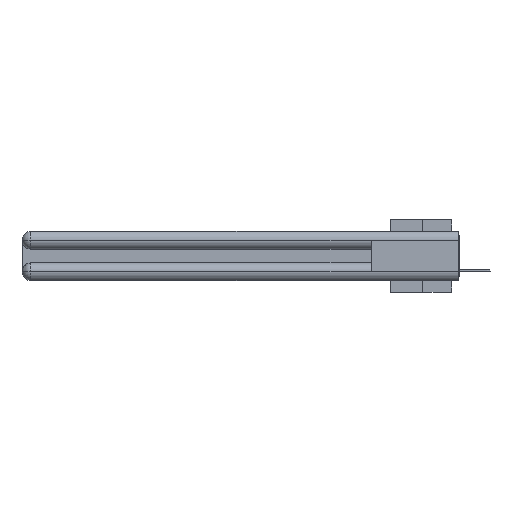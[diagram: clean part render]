
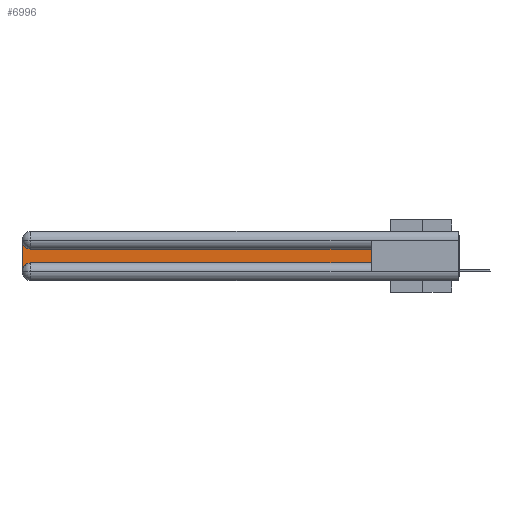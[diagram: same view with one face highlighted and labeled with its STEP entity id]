
A CAD part, left-side view. The second image highlights one B-rep face of the part: STEP entity #6996.
In plain terms, the highlighted planar face has unit normal (-1, 0, 0).
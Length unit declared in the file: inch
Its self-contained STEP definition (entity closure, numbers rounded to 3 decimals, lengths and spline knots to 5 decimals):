
#542 = DIRECTION ( 'NONE',  ( 0., 0., -1. ) ) ;
#2036 = ORIENTED_EDGE ( 'NONE', *, *, #4843, .T. ) ;
#2176 = DIRECTION ( 'NONE',  ( 0., 1., 0. ) ) ;
#2234 = DIRECTION ( 'NONE',  ( 1., 0., 0. ) ) ;
#3959 = LINE ( 'NONE', #23251, #28419 ) ;
#4141 = DIRECTION ( 'NONE',  ( 0., 0., -1. ) ) ;
#4650 = CARTESIAN_POINT ( 'NONE',  ( 0.075, 0.6, -0.1225 ) ) ;
#4709 = CARTESIAN_POINT ( 'NONE',  ( 0.075, 2.94, -0.2775 ) ) ;
#4843 = EDGE_CURVE ( 'NONE', #10176, #10752, #6482, .T. ) ;
#5571 = VERTEX_POINT ( 'NONE', #31342 ) ;
#6482 = CIRCLE ( 'NONE', #11017, 0.06 ) ;
#6996 = ADVANCED_FACE ( 'NONE', ( #34187 ), #9949, .F. ) ;
#7298 = CARTESIAN_POINT ( 'NONE',  ( 0.075, 3., -0.1225 ) ) ;
#9002 = VECTOR ( 'NONE', #26071, 39.37008 ) ;
#9949 = PLANE ( 'NONE',  #27896 ) ;
#10169 = VERTEX_POINT ( 'NONE', #29679 ) ;
#10176 = VERTEX_POINT ( 'NONE', #23516 ) ;
#10336 = CARTESIAN_POINT ( 'NONE',  ( 0.075, 0.6, -0.2175 ) ) ;
#10394 = DIRECTION ( 'NONE',  ( 1., 0., 0. ) ) ;
#10522 = ORIENTED_EDGE ( 'NONE', *, *, #24534, .T. ) ;
#10752 = VERTEX_POINT ( 'NONE', #20053 ) ;
#11017 = AXIS2_PLACEMENT_3D ( 'NONE', #4709, #2234, #20622 ) ;
#11592 = ORIENTED_EDGE ( 'NONE', *, *, #22164, .T. ) ;
#12167 = VERTEX_POINT ( 'NONE', #31835 ) ;
#13959 = EDGE_CURVE ( 'NONE', #22995, #10169, #22328, .T. ) ;
#16105 = DIRECTION ( 'NONE',  ( 1., 0., 0. ) ) ;
#16919 = CARTESIAN_POINT ( 'NONE',  ( 0.075, 0.6, -0.2175 ) ) ;
#19728 = VECTOR ( 'NONE', #32853, 39.37008 ) ;
#19807 = VECTOR ( 'NONE', #2176, 39.37008 ) ;
#20047 = ORIENTED_EDGE ( 'NONE', *, *, #30740, .T. ) ;
#20053 = CARTESIAN_POINT ( 'NONE',  ( 0.075, 2.94, -0.2175 ) ) ;
#20622 = DIRECTION ( 'NONE',  ( 0., 0., -1. ) ) ;
#21166 = DIRECTION ( 'NONE',  ( 0., 0., -1. ) ) ;
#22013 = EDGE_LOOP ( 'NONE', ( #10522, #29857, #22147, #2036, #20047, #11592 ) ) ;
#22045 = LINE ( 'NONE', #16919, #19728 ) ;
#22099 = EDGE_CURVE ( 'NONE', #10169, #10176, #3959, .T. ) ;
#22147 = ORIENTED_EDGE ( 'NONE', *, *, #22099, .T. ) ;
#22164 = EDGE_CURVE ( 'NONE', #5571, #12167, #31743, .T. ) ;
#22328 = CIRCLE ( 'NONE', #29689, 0.06 ) ;
#22995 = VERTEX_POINT ( 'NONE', #28024 ) ;
#23251 = CARTESIAN_POINT ( 'NONE',  ( 0.075, 3., -0.2175 ) ) ;
#23516 = CARTESIAN_POINT ( 'NONE',  ( 0.075, 3., -0.2775 ) ) ;
#24534 = EDGE_CURVE ( 'NONE', #12167, #22995, #25871, .T. ) ;
#25871 = LINE ( 'NONE', #4650, #19807 ) ;
#26071 = DIRECTION ( 'NONE',  ( 0., 0., 1. ) ) ;
#27896 = AXIS2_PLACEMENT_3D ( 'NONE', #7298, #16105, #542 ) ;
#28024 = CARTESIAN_POINT ( 'NONE',  ( 0.075, 2.94, -0.1225 ) ) ;
#28419 = VECTOR ( 'NONE', #4141, 39.37008 ) ;
#29679 = CARTESIAN_POINT ( 'NONE',  ( 0.075, 3., -0.0625 ) ) ;
#29689 = AXIS2_PLACEMENT_3D ( 'NONE', #34624, #10394, #21166 ) ;
#29857 = ORIENTED_EDGE ( 'NONE', *, *, #13959, .T. ) ;
#30740 = EDGE_CURVE ( 'NONE', #10752, #5571, #22045, .T. ) ;
#31342 = CARTESIAN_POINT ( 'NONE',  ( 0.075, 0.6, -0.2175 ) ) ;
#31743 = LINE ( 'NONE', #10336, #9002 ) ;
#31835 = CARTESIAN_POINT ( 'NONE',  ( 0.075, 0.6, -0.1225 ) ) ;
#32853 = DIRECTION ( 'NONE',  ( 0., -1., 0. ) ) ;
#34187 = FACE_OUTER_BOUND ( 'NONE', #22013, .T. ) ;
#34624 = CARTESIAN_POINT ( 'NONE',  ( 0.075, 2.94, -0.0625 ) ) ;
